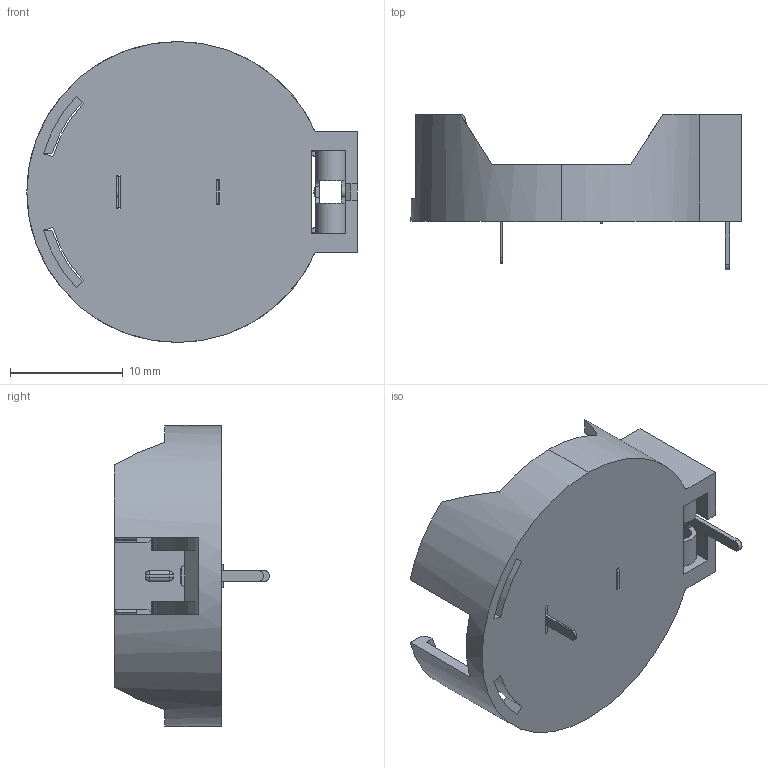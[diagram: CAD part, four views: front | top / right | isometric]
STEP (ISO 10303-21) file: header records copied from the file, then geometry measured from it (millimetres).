
FILE_DESCRIPTION (( 'STEP AP214' ), '1' );
FILE_NAME ('1053.STEP', '2022-12-27T05:03:15', ( '' ), ( '' ), 'SwSTEP 2.0', 'SolidWorks 2022', '' );
FILE_SCHEMA (( 'AUTOMOTIVE_DESIGN' ));
Length unit declared in the file: millimetre
Products named in the file (1): 1053
Bounding box: 29.34 x 13.82 x 26.75 mm (x, y, z)
Volume: 1630.7 mm3; surface area: 3025.9 mm2
Topology: 4 solids, 4 shells, 216 faces, 583 edges, 370 vertices
Faces by surface type: plane 149, cylinder 55, bspline 12
Entity records: 6984 total; most frequent: CARTESIAN_POINT 1504, ORIENTED_EDGE 1166, DIRECTION 1081, EDGE_CURVE 583, LINE 443, VECTOR 443, VERTEX_POINT 370, AXIS2_PLACEMENT_3D 319
